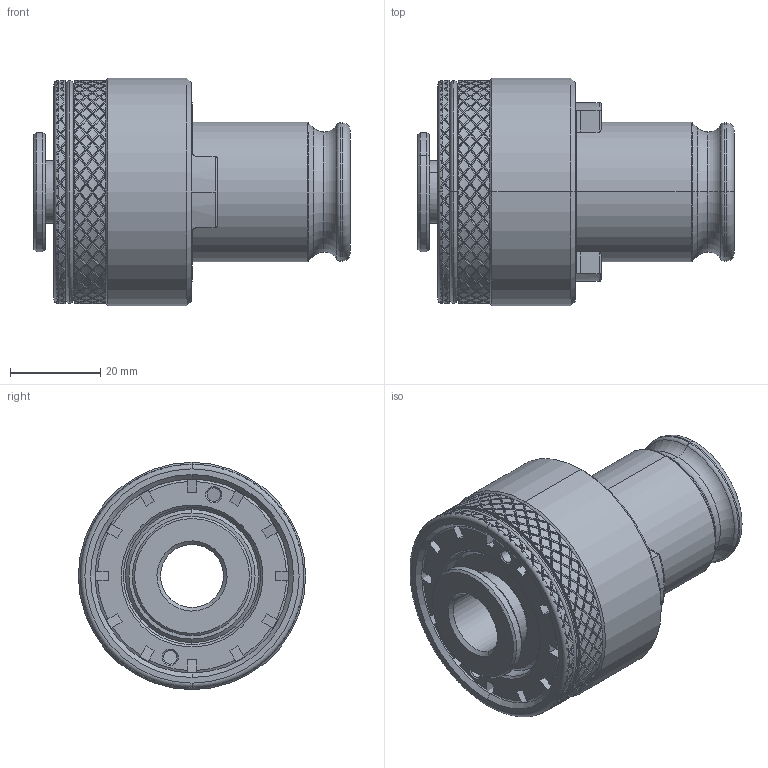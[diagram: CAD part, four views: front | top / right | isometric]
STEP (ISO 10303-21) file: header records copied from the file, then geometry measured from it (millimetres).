
FILE_DESCRIPTION (( 'STEP AP203' ), '1' );
FILE_NAME ('53-S.16.12.181411.STEP', '2019-04-16T05:48:22', ( 'Acer' ), ( '' ), 'SwSTEP 2.0', 'SolidWorks 2018', '' );
FILE_SCHEMA (( 'CONFIG_CONTROL_DESIGN' ));
Length unit declared in the file: millimetre
Products named in the file (1): 53-S.16.12.181411
Bounding box: 70.24 x 50.5 x 50.5 mm (x, y, z)
Surface area: 20725.3 mm2 (no closed solid volume)
Topology: 0 solids, 9 shells, 1650 faces, 4028 edges, 2329 vertices
Faces by surface type: bspline 1124, cylinder 398, plane 58, cone 39, torus 31
Entity records: 62371 total; most frequent: CARTESIAN_POINT 37935, ORIENTED_EDGE 7599, EDGE_CURVE 4026, VERTEX_POINT 2329, DIRECTION 2223, EDGE_LOOP 1665, FACE_OUTER_BOUND 1650, ADVANCED_FACE 1650
